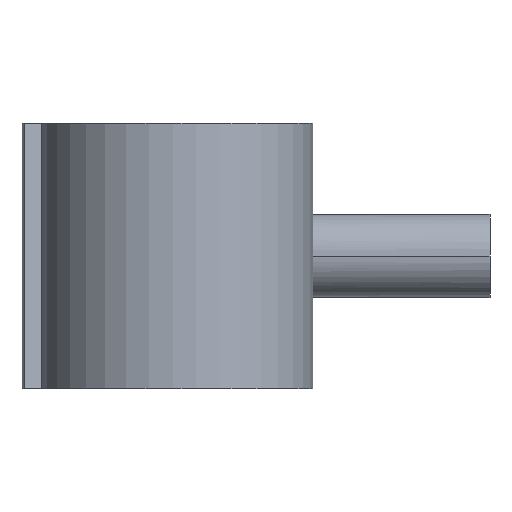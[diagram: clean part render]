
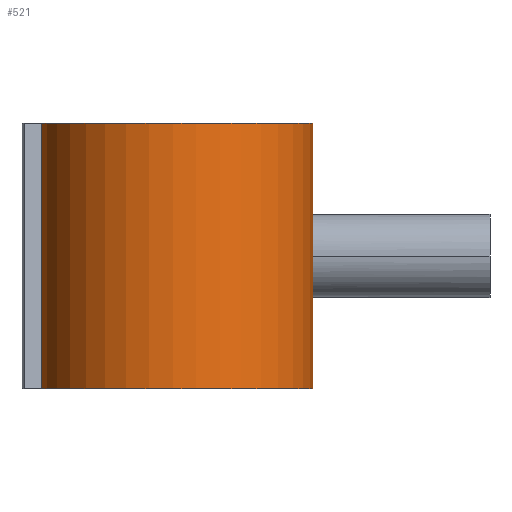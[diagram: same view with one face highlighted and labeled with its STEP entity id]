
A CAD part, front view. The second image highlights one B-rep face of the part: STEP entity #521.
In plain terms, the highlighted cylindrical face has radius 65.667 mm (diameter 131.333 mm), a partial arc.
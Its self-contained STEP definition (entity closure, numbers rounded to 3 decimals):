
#323 = VERTEX_POINT( '', #720 );
#327 = EDGE_CURVE( '', #415, #377, #725, .T. );
#373 = VERTEX_POINT( '', #780 );
#377 = VERTEX_POINT( '', #785 );
#415 = VERTEX_POINT( '', #826 );
#417 = EDGE_CURVE( '', #323, #373, #828, .T. );
#465 = EDGE_CURVE( '', #415, #323, #882, .T. );
#491 = EDGE_CURVE( '', #373, #377, #910, .T. );
#521 = ADVANCED_FACE( '', ( #940 ), #941, .T. );
#720 = CARTESIAN_POINT( '', ( -64.961, -9.6, -64. ) );
#725 = CIRCLE( '', #1415, 65.667 );
#780 = CARTESIAN_POINT( '', ( 64.961, 9.6, -64. ) );
#785 = CARTESIAN_POINT( '', ( 64.961, 9.6, 64. ) );
#826 = CARTESIAN_POINT( '', ( -64.961, -9.6, 64. ) );
#828 = CIRCLE( '', #1609, 65.667 );
#882 = LINE( '', #1806, #1807 );
#910 = LINE( '', #1907, #1908 );
#940 = FACE_OUTER_BOUND( '', #1955, .T. );
#941 = CYLINDRICAL_SURFACE( '', #1956, 65.667 );
#1415 = AXIS2_PLACEMENT_3D( '', #2239, #2240, #2241 );
#1609 = AXIS2_PLACEMENT_3D( '', #2371, #2372, #2373 );
#1806 = CARTESIAN_POINT( '', ( -64.961, -9.6, 64. ) );
#1807 = VECTOR( '', #2445, 1. );
#1907 = CARTESIAN_POINT( '', ( 64.961, 9.6, 64. ) );
#1908 = VECTOR( '', #2467, 1. );
#1955 = EDGE_LOOP( '', ( #2485, #2486, #2487, #2488 ) );
#1956 = AXIS2_PLACEMENT_3D( '', #2489, #2490, #2491 );
#2239 = CARTESIAN_POINT( '', ( 0., 0., 64. ) );
#2240 = DIRECTION( '', ( 0., 0., 1. ) );
#2241 = DIRECTION( '', ( -0.989, -0.146, 0. ) );
#2371 = CARTESIAN_POINT( '', ( 0., 0., -64. ) );
#2372 = DIRECTION( '', ( 0., 0., 1. ) );
#2373 = DIRECTION( '', ( -0.989, -0.146, 0. ) );
#2445 = DIRECTION( '', ( 0., 0., -1. ) );
#2467 = DIRECTION( '', ( 0., 0., 1. ) );
#2485 = ORIENTED_EDGE( '', *, *, #491, .T. );
#2486 = ORIENTED_EDGE( '', *, *, #327, .F. );
#2487 = ORIENTED_EDGE( '', *, *, #465, .T. );
#2488 = ORIENTED_EDGE( '', *, *, #417, .T. );
#2489 = CARTESIAN_POINT( '', ( 0., 0., 64. ) );
#2490 = DIRECTION( '', ( 0., 0., 1. ) );
#2491 = DIRECTION( '', ( -0.989, -0.146, 0. ) );
